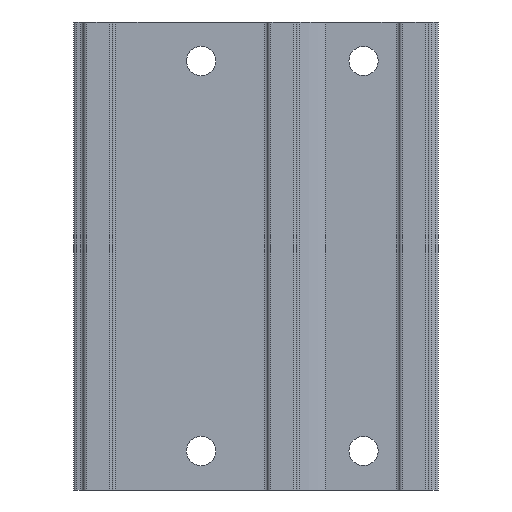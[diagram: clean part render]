
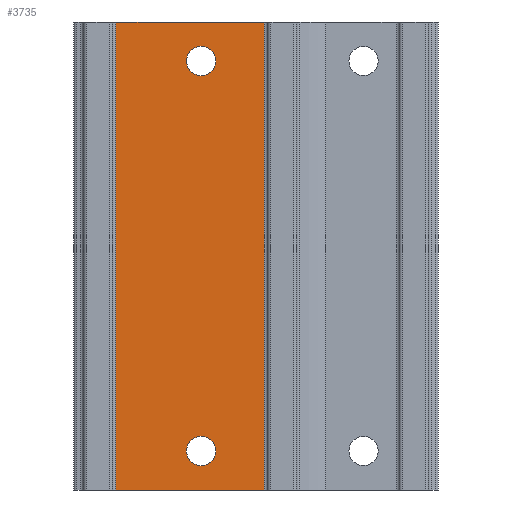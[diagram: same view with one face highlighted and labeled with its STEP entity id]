
A CAD part, front view. The second image highlights one B-rep face of the part: STEP entity #3735.
In plain terms, the highlighted planar face has unit normal (0, -1, 0).
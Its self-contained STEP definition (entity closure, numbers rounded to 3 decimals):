
#121=PLANE('',#4042);
#252=CIRCLE('',#4043,2.25);
#253=CIRCLE('',#4044,2.25);
#517=ORIENTED_EDGE('',*,*,#1531,.F.);
#518=ORIENTED_EDGE('',*,*,#1532,.F.);
#519=ORIENTED_EDGE('',*,*,#1533,.F.);
#520=ORIENTED_EDGE('',*,*,#1530,.F.);
#521=ORIENTED_EDGE('',*,*,#1534,.T.);
#522=ORIENTED_EDGE('',*,*,#1535,.T.);
#1530=EDGE_CURVE('',#2032,#2031,#2394,.T.);
#1531=EDGE_CURVE('',#2033,#2033,#252,.T.);
#1532=EDGE_CURVE('',#2034,#2034,#253,.T.);
#1533=EDGE_CURVE('',#2031,#2035,#2395,.T.);
#1534=EDGE_CURVE('',#2032,#2036,#2396,.T.);
#1535=EDGE_CURVE('',#2036,#2035,#2397,.T.);
#2031=VERTEX_POINT('',#5853);
#2032=VERTEX_POINT('',#5855);
#2033=VERTEX_POINT('',#5859);
#2034=VERTEX_POINT('',#5861);
#2035=VERTEX_POINT('',#5863);
#2036=VERTEX_POINT('',#5865);
#2394=LINE('',#5856,#2677);
#2395=LINE('',#5862,#2678);
#2396=LINE('',#5864,#2679);
#2397=LINE('',#5866,#2680);
#2677=VECTOR('',#4557,1000.);
#2678=VECTOR('',#4564,1000.);
#2679=VECTOR('',#4565,1000.);
#2680=VECTOR('',#4566,1000.);
#2958=EDGE_LOOP('',(#517));
#2959=EDGE_LOOP('',(#518));
#2960=EDGE_LOOP('',(#519,#520,#521,#522));
#3309=FACE_BOUND('',#2958,.T.);
#3310=FACE_BOUND('',#2959,.T.);
#3311=FACE_BOUND('',#2960,.T.);
#3735=ADVANCED_FACE('',(#3309,#3310,#3311),#121,.T.);
#4042=AXIS2_PLACEMENT_3D('',#5857,#4558,#4559);
#4043=AXIS2_PLACEMENT_3D('',#5858,#4560,#4561);
#4044=AXIS2_PLACEMENT_3D('',#5860,#4562,#4563);
#4557=DIRECTION('',(0.,0.,1.));
#4558=DIRECTION('',(0.,-1.,0.));
#4559=DIRECTION('',(0.,0.,-1.));
#4560=DIRECTION('',(0.,-1.,0.));
#4561=DIRECTION('',(0.,0.,-1.));
#4562=DIRECTION('',(0.,-1.,0.));
#4563=DIRECTION('',(0.,0.,-1.));
#4564=DIRECTION('',(1.,0.,0.));
#4565=DIRECTION('',(1.,0.,0.));
#4566=DIRECTION('',(0.,0.,1.));
#5853=CARTESIAN_POINT('',(-27.6,6.5,0.));
#5855=CARTESIAN_POINT('',(-27.6,6.5,-72.));
#5856=CARTESIAN_POINT('',(-27.6,6.5,-72.));
#5857=CARTESIAN_POINT('',(-27.6,6.5,-72.));
#5858=CARTESIAN_POINT('',(-14.5,6.5,-66.));
#5859=CARTESIAN_POINT('',(-14.5,6.5,-68.25));
#5860=CARTESIAN_POINT('',(-14.5,6.5,-6.));
#5861=CARTESIAN_POINT('',(-14.5,6.5,-8.25));
#5862=CARTESIAN_POINT('',(-27.6,6.5,0.));
#5863=CARTESIAN_POINT('',(-4.75,6.5,0.));
#5864=CARTESIAN_POINT('',(-27.6,6.5,-72.));
#5865=CARTESIAN_POINT('',(-4.75,6.5,-72.));
#5866=CARTESIAN_POINT('',(-4.75,6.5,-72.));
